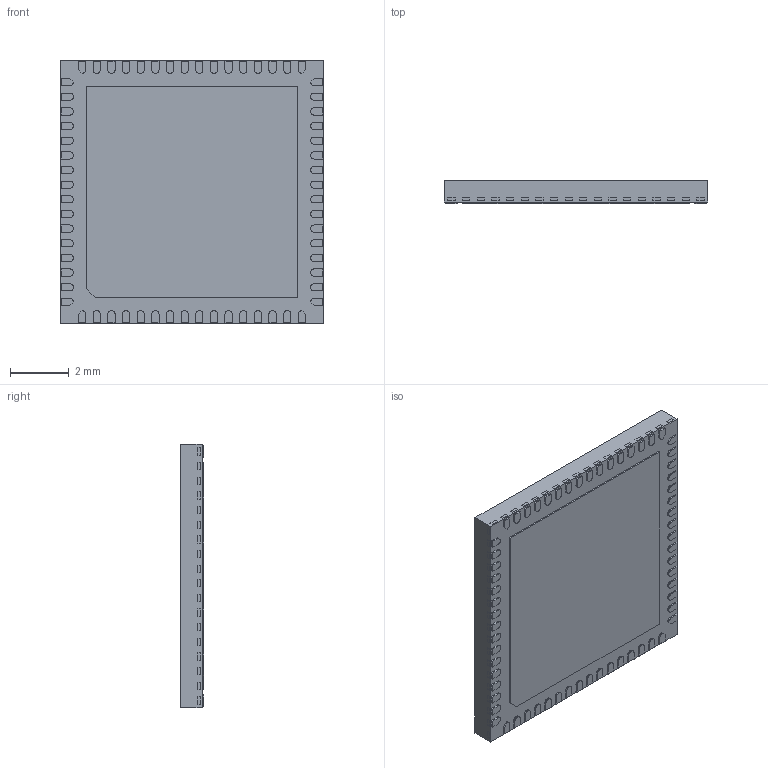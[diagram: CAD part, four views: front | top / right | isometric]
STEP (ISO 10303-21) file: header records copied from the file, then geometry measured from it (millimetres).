
FILE_DESCRIPTION (( 'STEP AP214' ), '1' );
FILE_NAME ('EFM32TG11B520F128GM64-B.STEP', '2022-11-20T15:17:21', ( '' ), ( '' ), 'SwSTEP 2.0', 'SolidWorks 2017', '' );
FILE_SCHEMA (( 'AUTOMOTIVE_DESIGN' ));
Length unit declared in the file: millimetre
Products named in the file (1): EFM32TG11B520F128GM64-B
Bounding box: 9 x 0.8 x 9 mm (x, y, z)
Volume: 63.6 mm3; surface area: 336.9 mm2
Topology: 76 solids, 76 shells, 1052 faces, 2673 edges, 1782 vertices
Faces by surface type: plane 892, cylinder 160
Entity records: 32302 total; most frequent: CARTESIAN_POINT 5508, ORIENTED_EDGE 5346, DIRECTION 5099, EDGE_CURVE 2673, LINE 2353, VECTOR 2353, VERTEX_POINT 1782, AXIS2_PLACEMENT_3D 1373
